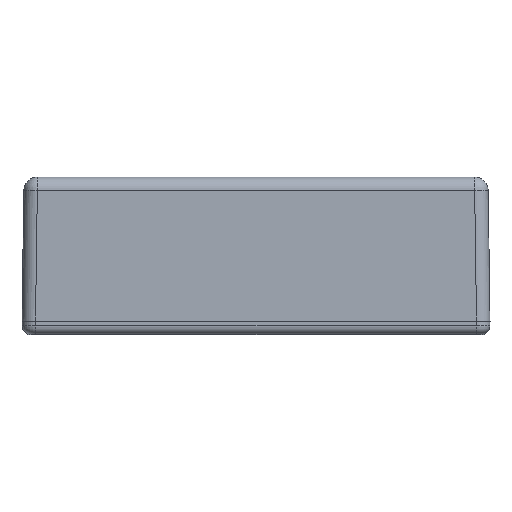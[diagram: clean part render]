
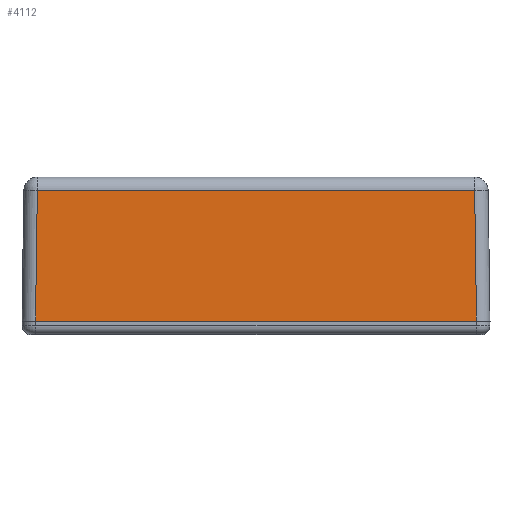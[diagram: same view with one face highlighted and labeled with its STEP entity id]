
A CAD part, top view. The second image highlights one B-rep face of the part: STEP entity #4112.
In plain terms, the highlighted planar face has unit normal (0, 0.014, 1).
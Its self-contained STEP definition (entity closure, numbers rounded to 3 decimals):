
#97 = CARTESIAN_POINT ( 'NONE',  ( 17.379, 14.521, 43.465 ) ) ;
#193 = VERTEX_POINT ( 'NONE', #1011 ) ;
#272 = CARTESIAN_POINT ( 'NONE',  ( 17.379, 0., 43.668 ) ) ;
#392 = PLANE ( 'NONE',  #928 ) ;
#418 = LINE ( 'NONE', #4859, #2416 ) ;
#474 = VERTEX_POINT ( 'NONE', #4142 ) ;
#517 = VERTEX_POINT ( 'NONE', #3899 ) ;
#623 = ORIENTED_EDGE ( 'NONE', *, *, #2401, .T. ) ;
#809 = FACE_OUTER_BOUND ( 'NONE', #1643, .T. ) ;
#928 = AXIS2_PLACEMENT_3D ( 'NONE', #1885, #4561, #2273 ) ;
#1011 = CARTESIAN_POINT ( 'NONE',  ( 67.879, 0., 43.668 ) ) ;
#1013 = VERTEX_POINT ( 'NONE', #2123 ) ;
#1053 = DIRECTION ( 'NONE',  ( -0.014, 1., -0.014 ) ) ;
#1370 = ORIENTED_EDGE ( 'NONE', *, *, #4040, .T. ) ;
#1373 = LINE ( 'NONE', #97, #3406 ) ;
#1385 = DIRECTION ( 'NONE',  ( 1., 0., 0. ) ) ;
#1643 = EDGE_LOOP ( 'NONE', ( #4242, #1370, #1976, #623 ) ) ;
#1699 = VECTOR ( 'NONE', #1053, 1000. ) ;
#1885 = CARTESIAN_POINT ( 'NONE',  ( 17.379, 0., 43.668 ) ) ;
#1947 = CARTESIAN_POINT ( 'NONE',  ( 67.869, 0.705, 43.658 ) ) ;
#1976 = ORIENTED_EDGE ( 'NONE', *, *, #4744, .T. ) ;
#2123 = CARTESIAN_POINT ( 'NONE',  ( 67.676, 14.521, 43.465 ) ) ;
#2273 = DIRECTION ( 'NONE',  ( 0., -1., 0.014 ) ) ;
#2401 = EDGE_CURVE ( 'NONE', #193, #1013, #2720, .T. ) ;
#2416 = VECTOR ( 'NONE', #4477, 1000. ) ;
#2565 = VECTOR ( 'NONE', #1385, 1000. ) ;
#2719 = DIRECTION ( 'NONE',  ( -1., 0., 0. ) ) ;
#2720 = LINE ( 'NONE', #1947, #1699 ) ;
#3406 = VECTOR ( 'NONE', #2719, 1000. ) ;
#3590 = LINE ( 'NONE', #272, #2565 ) ;
#3899 = CARTESIAN_POINT ( 'NONE',  ( 18.879, 0., 43.668 ) ) ;
#4040 = EDGE_CURVE ( 'NONE', #474, #517, #418, .T. ) ;
#4112 = ADVANCED_FACE ( 'NONE', ( #809 ), #392, .T. ) ;
#4142 = CARTESIAN_POINT ( 'NONE',  ( 19.082, 14.521, 43.465 ) ) ;
#4242 = ORIENTED_EDGE ( 'NONE', *, *, #4871, .T. ) ;
#4477 = DIRECTION ( 'NONE',  ( -0.014, -1., 0.014 ) ) ;
#4561 = DIRECTION ( 'NONE',  ( 0., 0.014, 1. ) ) ;
#4744 = EDGE_CURVE ( 'NONE', #517, #193, #3590, .T. ) ;
#4859 = CARTESIAN_POINT ( 'NONE',  ( 18.879, -0.021, 43.668 ) ) ;
#4871 = EDGE_CURVE ( 'NONE', #1013, #474, #1373, .T. ) ;
